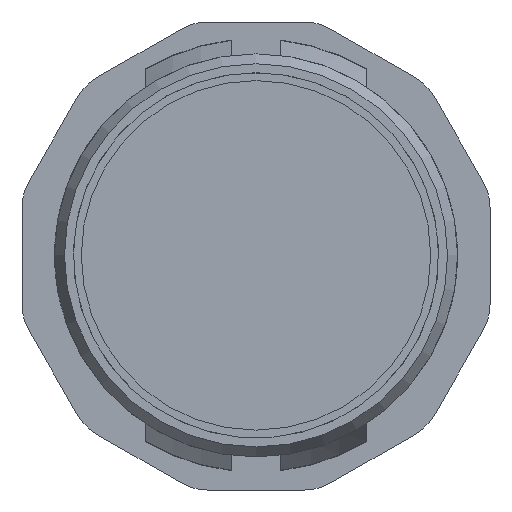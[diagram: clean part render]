
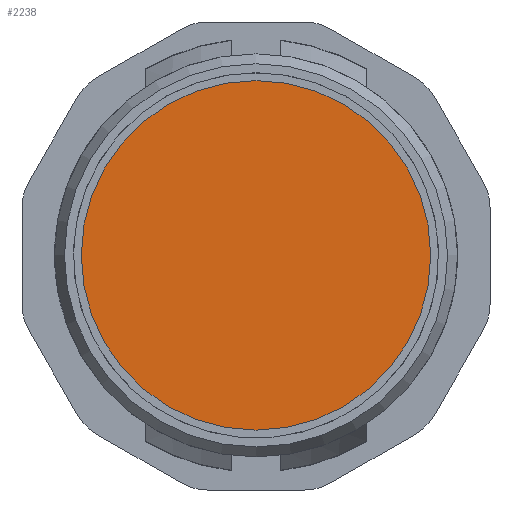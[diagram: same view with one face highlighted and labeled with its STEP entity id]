
A CAD part, front view. The second image highlights one B-rep face of the part: STEP entity #2238.
In plain terms, the highlighted planar face has unit normal (0, -1, 0).
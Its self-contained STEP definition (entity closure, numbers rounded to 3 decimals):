
#1630=PLANE('',#7441);
#1851=FACE_OUTER_BOUND('',#2834,.T.);
#2238=ADVANCED_FACE('',(#1851),#1630,.T.);
#2834=EDGE_LOOP('',(#3305));
#3305=ORIENTED_EDGE('',*,*,#6148,.F.);
#5439=VERTEX_POINT('',#9989);
#6148=EDGE_CURVE('',#5439,#5439,#7216,.T.);
#7216=CIRCLE('',#7438,27.315);
#7438=AXIS2_PLACEMENT_3D('',#9988,#8077,#8078);
#7441=AXIS2_PLACEMENT_3D('',#9993,#8083,#8084);
#8077=DIRECTION('',(0.,1.,0.));
#8078=DIRECTION('',(0.,0.,-1.));
#8083=DIRECTION('',(0.,-1.,0.));
#8084=DIRECTION('',(1.,0.,0.));
#9988=CARTESIAN_POINT('',(0.,-8.,0.));
#9989=CARTESIAN_POINT('',(0.,-8.,-27.315));
#9993=CARTESIAN_POINT('',(0.,-8.,-15.5));
